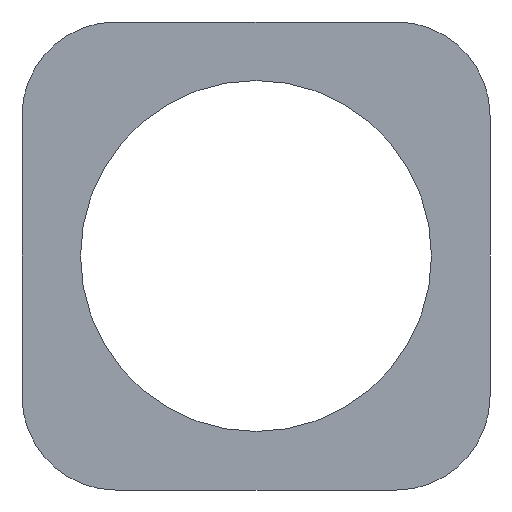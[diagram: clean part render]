
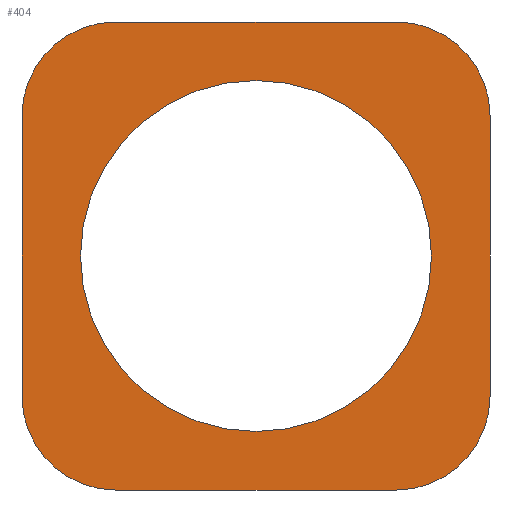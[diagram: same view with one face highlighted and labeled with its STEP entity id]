
A CAD part, front view. The second image highlights one B-rep face of the part: STEP entity #404.
In plain terms, the highlighted planar face has unit normal (0, -1, 0).
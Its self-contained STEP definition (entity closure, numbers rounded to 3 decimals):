
#2 = CARTESIAN_POINT ( 'NONE',  ( -6., 0., -10. ) ) ;
#3 = ORIENTED_EDGE ( 'NONE', *, *, #84, .F. ) ;
#6 = CARTESIAN_POINT ( 'NONE',  ( 6., 0., -6. ) ) ;
#12 = VERTEX_POINT ( 'NONE', #336 ) ;
#15 = ORIENTED_EDGE ( 'NONE', *, *, #398, .F. ) ;
#16 = EDGE_LOOP ( 'NONE', ( #268, #119, #394, #74, #256, #3, #150, #15 ) ) ;
#19 = CARTESIAN_POINT ( 'NONE',  ( -10., 0., 6. ) ) ;
#23 = CARTESIAN_POINT ( 'NONE',  ( 10., 0., -6. ) ) ;
#28 = AXIS2_PLACEMENT_3D ( 'NONE', #6, #29, #171 ) ;
#29 = DIRECTION ( 'NONE',  ( 0., 1., 0. ) ) ;
#41 = VERTEX_POINT ( 'NONE', #293 ) ;
#47 = VECTOR ( 'NONE', #138, 1000. ) ;
#48 = AXIS2_PLACEMENT_3D ( 'NONE', #326, #89, #55 ) ;
#49 = CARTESIAN_POINT ( 'NONE',  ( 10., 0., 6. ) ) ;
#54 = VECTOR ( 'NONE', #235, 1000. ) ;
#55 = DIRECTION ( 'NONE',  ( 0., 0., 1. ) ) ;
#61 = EDGE_CURVE ( 'NONE', #345, #68, #263, .T. ) ;
#68 = VERTEX_POINT ( 'NONE', #270 ) ;
#72 = CARTESIAN_POINT ( 'NONE',  ( -6., 0., 6. ) ) ;
#73 = LINE ( 'NONE', #2, #47 ) ;
#74 = ORIENTED_EDGE ( 'NONE', *, *, #245, .F. ) ;
#77 = VERTEX_POINT ( 'NONE', #85 ) ;
#83 = CIRCLE ( 'NONE', #264, 4. ) ;
#84 = EDGE_CURVE ( 'NONE', #408, #140, #329, .T. ) ;
#85 = CARTESIAN_POINT ( 'NONE',  ( 0., 0., 7.5 ) ) ;
#89 = DIRECTION ( 'NONE',  ( 0., 1., 0. ) ) ;
#90 = LINE ( 'NONE', #130, #54 ) ;
#91 = CIRCLE ( 'NONE', #48, 7.5 ) ;
#96 = DIRECTION ( 'NONE',  ( 0., 1., 0. ) ) ;
#99 = DIRECTION ( 'NONE',  ( 0., 0., -1. ) ) ;
#106 = CARTESIAN_POINT ( 'NONE',  ( -6., 0., -10. ) ) ;
#111 = CARTESIAN_POINT ( 'NONE',  ( -6., 0., 6. ) ) ;
#119 = ORIENTED_EDGE ( 'NONE', *, *, #190, .F. ) ;
#125 = AXIS2_PLACEMENT_3D ( 'NONE', #346, #303, #243 ) ;
#128 = EDGE_CURVE ( 'NONE', #77, #41, #91, .T. ) ;
#130 = CARTESIAN_POINT ( 'NONE',  ( -6., 0., 10. ) ) ;
#136 = CARTESIAN_POINT ( 'NONE',  ( 6., 0., -10. ) ) ;
#137 = FACE_OUTER_BOUND ( 'NONE', #16, .T. ) ;
#138 = DIRECTION ( 'NONE',  ( -1., 0., 0. ) ) ;
#140 = VERTEX_POINT ( 'NONE', #23 ) ;
#148 = EDGE_CURVE ( 'NONE', #154, #12, #83, .T. ) ;
#150 = ORIENTED_EDGE ( 'NONE', *, *, #224, .F. ) ;
#154 = VERTEX_POINT ( 'NONE', #19 ) ;
#170 = ORIENTED_EDGE ( 'NONE', *, *, #128, .T. ) ;
#171 = DIRECTION ( 'NONE',  ( 0., 0., 1. ) ) ;
#183 = VERTEX_POINT ( 'NONE', #136 ) ;
#184 = AXIS2_PLACEMENT_3D ( 'NONE', #445, #96, #99 ) ;
#190 = EDGE_CURVE ( 'NONE', #68, #154, #381, .T. ) ;
#204 = AXIS2_PLACEMENT_3D ( 'NONE', #72, #230, #415 ) ;
#224 = EDGE_CURVE ( 'NONE', #392, #408, #341, .T. ) ;
#230 = DIRECTION ( 'NONE',  ( 0., 1., 0. ) ) ;
#235 = DIRECTION ( 'NONE',  ( 1., 0., 0. ) ) ;
#243 = DIRECTION ( 'NONE',  ( 0., 0., 1. ) ) ;
#245 = EDGE_CURVE ( 'NONE', #183, #345, #73, .T. ) ;
#254 = ORIENTED_EDGE ( 'NONE', *, *, #447, .T. ) ;
#256 = ORIENTED_EDGE ( 'NONE', *, *, #351, .F. ) ;
#263 = CIRCLE ( 'NONE', #400, 4. ) ;
#264 = AXIS2_PLACEMENT_3D ( 'NONE', #111, #318, #285 ) ;
#268 = ORIENTED_EDGE ( 'NONE', *, *, #148, .F. ) ;
#270 = CARTESIAN_POINT ( 'NONE',  ( -10., 0., -6. ) ) ;
#277 = CARTESIAN_POINT ( 'NONE',  ( 6., 0., 10. ) ) ;
#285 = DIRECTION ( 'NONE',  ( 0., 0., 1. ) ) ;
#293 = CARTESIAN_POINT ( 'NONE',  ( 0., 0., -7.5 ) ) ;
#303 = DIRECTION ( 'NONE',  ( 0., 1., 0. ) ) ;
#306 = DIRECTION ( 'NONE',  ( 0., 1., 0. ) ) ;
#318 = DIRECTION ( 'NONE',  ( 0., 1., 0. ) ) ;
#326 = CARTESIAN_POINT ( 'NONE',  ( 0., 0., 0. ) ) ;
#329 = LINE ( 'NONE', #49, #361 ) ;
#336 = CARTESIAN_POINT ( 'NONE',  ( -6., 0., 10. ) ) ;
#341 = CIRCLE ( 'NONE', #184, 4. ) ;
#344 = CARTESIAN_POINT ( 'NONE',  ( -10., 0., 6. ) ) ;
#345 = VERTEX_POINT ( 'NONE', #106 ) ;
#346 = CARTESIAN_POINT ( 'NONE',  ( 0., 0., 0. ) ) ;
#351 = EDGE_CURVE ( 'NONE', #140, #183, #363, .T. ) ;
#361 = VECTOR ( 'NONE', #407, 1000. ) ;
#362 = CIRCLE ( 'NONE', #125, 7.5 ) ;
#363 = CIRCLE ( 'NONE', #28, 4. ) ;
#364 = DIRECTION ( 'NONE',  ( 0., 0., -1. ) ) ;
#373 = CARTESIAN_POINT ( 'NONE',  ( 10., 0., 6. ) ) ;
#381 = LINE ( 'NONE', #344, #401 ) ;
#392 = VERTEX_POINT ( 'NONE', #277 ) ;
#394 = ORIENTED_EDGE ( 'NONE', *, *, #61, .F. ) ;
#398 = EDGE_CURVE ( 'NONE', #12, #392, #90, .T. ) ;
#400 = AXIS2_PLACEMENT_3D ( 'NONE', #439, #306, #364 ) ;
#401 = VECTOR ( 'NONE', #410, 1000. ) ;
#404 = ADVANCED_FACE ( 'NONE', ( #412, #137 ), #450, .F. ) ;
#407 = DIRECTION ( 'NONE',  ( 0., 0., -1. ) ) ;
#408 = VERTEX_POINT ( 'NONE', #373 ) ;
#410 = DIRECTION ( 'NONE',  ( 0., 0., 1. ) ) ;
#412 = FACE_BOUND ( 'NONE', #433, .T. ) ;
#415 = DIRECTION ( 'NONE',  ( 0., 0., 1. ) ) ;
#433 = EDGE_LOOP ( 'NONE', ( #170, #254 ) ) ;
#439 = CARTESIAN_POINT ( 'NONE',  ( -6., 0., -6. ) ) ;
#445 = CARTESIAN_POINT ( 'NONE',  ( 6., 0., 6. ) ) ;
#447 = EDGE_CURVE ( 'NONE', #41, #77, #362, .T. ) ;
#450 = PLANE ( 'NONE',  #204 ) ;
